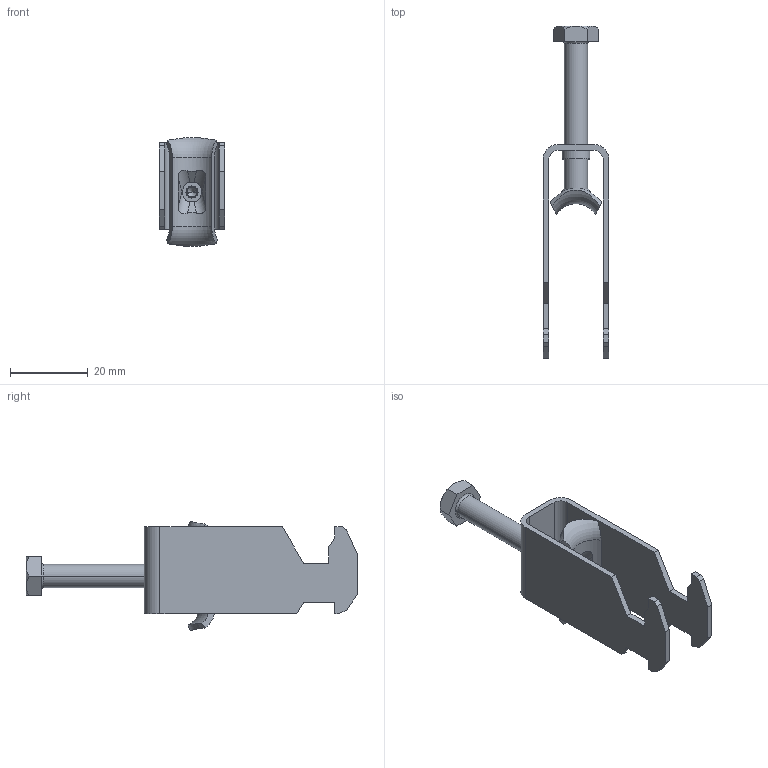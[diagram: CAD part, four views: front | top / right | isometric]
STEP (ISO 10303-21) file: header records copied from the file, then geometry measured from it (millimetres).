
FILE_DESCRIPTION (( 'STEP AP214' ), '1' );
FILE_NAME ('1186003.STEP', '2023-09-05T09:45:09', ( '' ), ( '' ), 'SwSTEP 2.0', 'SolidWorks 2022', '' );
FILE_SCHEMA (( 'AUTOMOTIVE_DESIGN' ));
Length unit declared in the file: millimetre
Products named in the file (4): 157091_2fach_2Fach; 1186003; 203331_Standard; 142951_M6 x 38
Assembly tree (3 placements, depth 2):
  1186003
    157091_2fach_2Fach
    142951_M6 x 38
    203331_Standard
Bounding box: 17 x 85.5 x 28 mm (x, y, z)
Volume: 5641.4 mm3; surface area: 7534.8 mm2
Topology: 3 solids, 3 shells, 238 faces, 625 edges, 410 vertices
Faces by surface type: plane 137, cylinder 42, bspline 41, cone 10, torus 8
Entity records: 9489 total; most frequent: CARTESIAN_POINT 3830, ORIENTED_EDGE 1234, DIRECTION 969, EDGE_CURVE 617, VERTEX_POINT 410, VECTOR 367, LINE 367, AXIS2_PLACEMENT_3D 301
